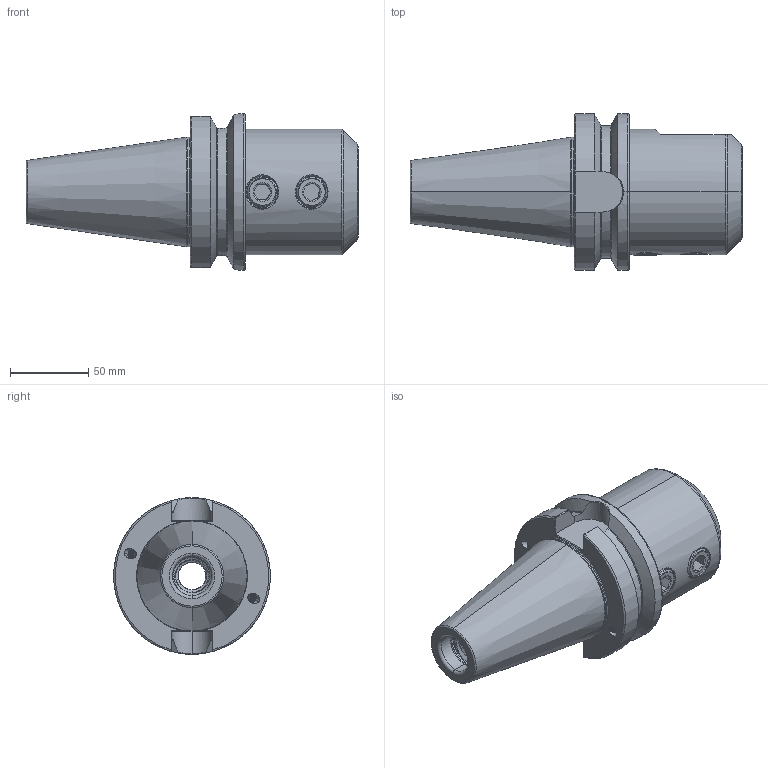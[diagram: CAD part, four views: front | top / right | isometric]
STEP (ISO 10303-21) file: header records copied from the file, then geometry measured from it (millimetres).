
FILE_DESCRIPTION (( 'STEP AP203' ), '1' );
FILE_NAME ('506.05.40.STEP', '2016-08-08T07:48:59', ( '' ), ( '' ), 'SwSTEP 2.0', 'SolidWorks 2012', '' );
FILE_SCHEMA (( 'CONFIG_CONTROL_DESIGN' ));
Length unit declared in the file: millimetre
Products named in the file (3): 506.05.40; 側固40_M20x2_25L
Assembly tree (3 placements, depth 2):
  506.05.40
    506.05.40
    側固40_M20x2_25L  x2
Bounding box: 211.8 x 100 x 100 mm (x, y, z)
Volume: 691599.8 mm3; surface area: 94595.8 mm2
Topology: 3 solids, 3 shells, 364 faces, 998 edges, 640 vertices
Faces by surface type: cylinder 195, plane 54, bspline 47, cone 39, torus 29
Entity records: 41273 total; most frequent: CARTESIAN_POINT 34142, ORIENTED_EDGE 1752, DIRECTION 1074, EDGE_CURVE 876, VERTEX_POINT 563, AXIS2_PLACEMENT_3D 414, EDGE_LOOP 331, ADVANCED_FACE 319
